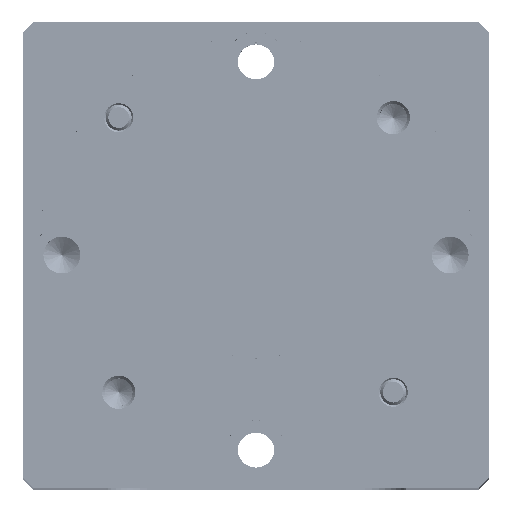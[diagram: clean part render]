
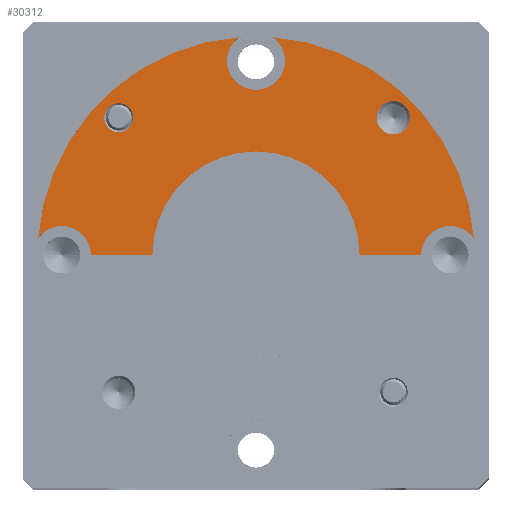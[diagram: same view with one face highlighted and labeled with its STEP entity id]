
A CAD part, top view. The second image highlights one B-rep face of the part: STEP entity #30312.
In plain terms, the highlighted planar face has unit normal (0, 0, 1).
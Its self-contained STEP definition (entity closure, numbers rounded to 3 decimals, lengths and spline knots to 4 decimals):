
#31 = DIRECTION ( 'NONE',  ( 0., 0., 1. ) ) ;
#1329 = CARTESIAN_POINT ( 'NONE',  ( 0., 0.75, 1.38 ) ) ;
#2449 = VERTEX_POINT ( 'NONE', #98776 ) ;
#3467 = CARTESIAN_POINT ( 'NONE',  ( -0.526, 0.3216, 1.38 ) ) ;
#3582 = DIRECTION ( 'NONE',  ( 1., 0., 0. ) ) ;
#3584 = EDGE_CURVE ( 'NONE', #2449, #29956, #93254, .T. ) ;
#4065 = VERTEX_POINT ( 'NONE', #43477 ) ;
#4809 = VERTEX_POINT ( 'NONE', #84384 ) ;
#5971 = AXIS2_PLACEMENT_3D ( 'NONE', #6689, #95809, #63144 ) ;
#6010 = DIRECTION ( 'NONE',  ( 1., 0., 0. ) ) ;
#6050 = VECTOR ( 'NONE', #75897, 39.3701 ) ;
#6689 = CARTESIAN_POINT ( 'NONE',  ( 0., 0.2813, 1.38 ) ) ;
#7447 = CARTESIAN_POINT ( 'NONE',  ( -0.3988, 0.2813, 1.38 ) ) ;
#7507 = EDGE_CURVE ( 'NONE', #80289, #29956, #51287, .T. ) ;
#7704 = ORIENTED_EDGE ( 'NONE', *, *, #57562, .T. ) ;
#8240 = EDGE_CURVE ( 'NONE', #80289, #19386, #17230, .T. ) ;
#8668 = CIRCLE ( 'NONE', #66966, 0.04 ) ;
#9842 = AXIS2_PLACEMENT_3D ( 'NONE', #27748, #35846, #43931 ) ;
#10980 = VERTEX_POINT ( 'NONE', #36364 ) ;
#11025 = EDGE_CURVE ( 'NONE', #84880, #57208, #97204, .T. ) ;
#11474 = ORIENTED_EDGE ( 'NONE', *, *, #8240, .F. ) ;
#12025 = DIRECTION ( 'NONE',  ( 0., 0., 1. ) ) ;
#12211 = EDGE_CURVE ( 'NONE', #4809, #72542, #46883, .T. ) ;
#12617 = ORIENTED_EDGE ( 'NONE', *, *, #86272, .T. ) ;
#12961 = VERTEX_POINT ( 'NONE', #13545 ) ;
#13021 = CIRCLE ( 'NONE', #27776, 0.07 ) ;
#13146 = AXIS2_PLACEMENT_3D ( 'NONE', #51669, #51000, #3582 ) ;
#13217 = DIRECTION ( 'NONE',  ( 0., 0., 1. ) ) ;
#13545 = CARTESIAN_POINT ( 'NONE',  ( -0.2965, 0.6127, 1.38 ) ) ;
#13910 = DIRECTION ( 'NONE',  ( 1., 0., 0. ) ) ;
#14459 = ORIENTED_EDGE ( 'NONE', *, *, #83304, .T. ) ;
#15179 = CARTESIAN_POINT ( 'NONE',  ( 0.0403, 0.8072, 1.38 ) ) ;
#15514 = CARTESIAN_POINT ( 'NONE',  ( 0., 0.2813, 1.38 ) ) ;
#15956 = DIRECTION ( 'NONE',  ( 0., 0., 1. ) ) ;
#16225 = CARTESIAN_POINT ( 'NONE',  ( 0.3715, 0.6127, 1.38 ) ) ;
#17230 = CIRCLE ( 'NONE', #31706, 0.25 ) ;
#18971 = ORIENTED_EDGE ( 'NONE', *, *, #28158, .F. ) ;
#19386 = VERTEX_POINT ( 'NONE', #45088 ) ;
#20091 = CARTESIAN_POINT ( 'NONE',  ( -0.0403, 0.8072, 1.38 ) ) ;
#21646 = CARTESIAN_POINT ( 'NONE',  ( 0.3315, 0.6127, 1.38 ) ) ;
#23809 = VERTEX_POINT ( 'NONE', #15179 ) ;
#24238 = CARTESIAN_POINT ( 'NONE',  ( 0.25, 0.2813, 1.38 ) ) ;
#25621 = CIRCLE ( 'NONE', #102598, 0.035 ) ;
#26540 = DIRECTION ( 'NONE',  ( 0., 0., 1. ) ) ;
#27748 = CARTESIAN_POINT ( 'NONE',  ( 0.3315, 0.6127, 1.38 ) ) ;
#27776 = AXIS2_PLACEMENT_3D ( 'NONE', #1329, #26540, #74272 ) ;
#28158 = EDGE_CURVE ( 'NONE', #10980, #93740, #82205, .T. ) ;
#29162 = FACE_BOUND ( 'NONE', #85423, .T. ) ;
#29956 = VERTEX_POINT ( 'NONE', #73751 ) ;
#30312 = ADVANCED_FACE ( 'NONE', ( #73073, #29162, #35416 ), #70194, .T. ) ;
#31706 = AXIS2_PLACEMENT_3D ( 'NONE', #15514, #55179, #6010 ) ;
#34317 = ORIENTED_EDGE ( 'NONE', *, *, #63257, .F. ) ;
#35416 = FACE_OUTER_BOUND ( 'NONE', #51768, .T. ) ;
#35537 = DIRECTION ( 'NONE',  ( 1., 0., 0. ) ) ;
#35560 = EDGE_CURVE ( 'NONE', #72542, #23809, #101313, .T. ) ;
#35753 = DIRECTION ( 'NONE',  ( 0., 0., 1. ) ) ;
#35846 = DIRECTION ( 'NONE',  ( 0., 0., 1. ) ) ;
#36364 = CARTESIAN_POINT ( 'NONE',  ( 0.2915, 0.6127, 1.38 ) ) ;
#36823 = ORIENTED_EDGE ( 'NONE', *, *, #3584, .F. ) ;
#42656 = EDGE_CURVE ( 'NONE', #93740, #10980, #8668, .T. ) ;
#43477 = CARTESIAN_POINT ( 'NONE',  ( -0.3665, 0.6127, 1.38 ) ) ;
#43667 = ORIENTED_EDGE ( 'NONE', *, *, #7507, .T. ) ;
#43931 = DIRECTION ( 'NONE',  ( 1., 0., 0. ) ) ;
#45088 = CARTESIAN_POINT ( 'NONE',  ( -0.25, 0.2813, 1.38 ) ) ;
#45480 = DIRECTION ( 'NONE',  ( 1., 0., 0. ) ) ;
#46883 = CIRCLE ( 'NONE', #94012, 0.07 ) ;
#48447 = CARTESIAN_POINT ( 'NONE',  ( 0., 0.2813, 1.38 ) ) ;
#50403 = DIRECTION ( 'NONE',  ( 1., 0., 0. ) ) ;
#51000 = DIRECTION ( 'NONE',  ( 0., 0., 1. ) ) ;
#51243 = CARTESIAN_POINT ( 'NONE',  ( 0., 0.75, 1.38 ) ) ;
#51287 = LINE ( 'NONE', #67814, #6050 ) ;
#51567 = DIRECTION ( 'NONE',  ( 1., 0., 0. ) ) ;
#51669 = CARTESIAN_POINT ( 'NONE',  ( 0.4688, 0.2813, 1.38 ) ) ;
#51768 = EDGE_LOOP ( 'NONE', ( #63875, #7704, #11474, #43667, #36823, #14459, #103078, #53686, #59743, #12617 ) ) ;
#52241 = CIRCLE ( 'NONE', #56881, 0.5275 ) ;
#53686 = ORIENTED_EDGE ( 'NONE', *, *, #12211, .F. ) ;
#55179 = DIRECTION ( 'NONE',  ( 0., 0., 1. ) ) ;
#56881 = AXIS2_PLACEMENT_3D ( 'NONE', #48447, #31, #72288 ) ;
#57208 = VERTEX_POINT ( 'NONE', #3467 ) ;
#57562 = EDGE_CURVE ( 'NONE', #84880, #19386, #64110, .T. ) ;
#58048 = ORIENTED_EDGE ( 'NONE', *, *, #65656, .F. ) ;
#59743 = ORIENTED_EDGE ( 'NONE', *, *, #68286, .F. ) ;
#61920 = DIRECTION ( 'NONE',  ( 0., 0., 1. ) ) ;
#62104 = CIRCLE ( 'NONE', #71526, 0.5275 ) ;
#63144 = DIRECTION ( 'NONE',  ( 1., 0., 0. ) ) ;
#63257 = EDGE_CURVE ( 'NONE', #12961, #4065, #25621, .T. ) ;
#63378 = DIRECTION ( 'NONE',  ( 0., 0., 1. ) ) ;
#63392 = EDGE_LOOP ( 'NONE', ( #89605, #18971 ) ) ;
#63875 = ORIENTED_EDGE ( 'NONE', *, *, #11025, .F. ) ;
#64110 = LINE ( 'NONE', #98489, #80425 ) ;
#64917 = AXIS2_PLACEMENT_3D ( 'NONE', #101306, #61920, #13910 ) ;
#65656 = EDGE_CURVE ( 'NONE', #4065, #12961, #101104, .T. ) ;
#66966 = AXIS2_PLACEMENT_3D ( 'NONE', #21646, #63378, #95699 ) ;
#67814 = CARTESIAN_POINT ( 'NONE',  ( 0.5625, 0.2813, 1.38 ) ) ;
#67897 = AXIS2_PLACEMENT_3D ( 'NONE', #76511, #12025, #68805 ) ;
#68286 = EDGE_CURVE ( 'NONE', #93578, #4809, #13021, .T. ) ;
#68805 = DIRECTION ( 'NONE',  ( 1., 0., 0. ) ) ;
#68856 = DIRECTION ( 'NONE',  ( 0., 0., 1. ) ) ;
#70194 = PLANE ( 'NONE',  #5971 ) ;
#71370 = DIRECTION ( 'NONE',  ( 1., 0., 0. ) ) ;
#71526 = AXIS2_PLACEMENT_3D ( 'NONE', #77007, #13217, #45480 ) ;
#72288 = DIRECTION ( 'NONE',  ( 1., 0., 0. ) ) ;
#72542 = VERTEX_POINT ( 'NONE', #98633 ) ;
#72945 = AXIS2_PLACEMENT_3D ( 'NONE', #102988, #15956, #71370 ) ;
#73073 = FACE_BOUND ( 'NONE', #63392, .T. ) ;
#73751 = CARTESIAN_POINT ( 'NONE',  ( 0.3988, 0.2813, 1.38 ) ) ;
#74272 = DIRECTION ( 'NONE',  ( 1., 0., 0. ) ) ;
#75897 = DIRECTION ( 'NONE',  ( 1., 0., 0. ) ) ;
#76511 = CARTESIAN_POINT ( 'NONE',  ( -0.3315, 0.6127, 1.38 ) ) ;
#77007 = CARTESIAN_POINT ( 'NONE',  ( 0., 0.2813, 1.38 ) ) ;
#80289 = VERTEX_POINT ( 'NONE', #24238 ) ;
#80425 = VECTOR ( 'NONE', #50403, 39.3701 ) ;
#82205 = CIRCLE ( 'NONE', #9842, 0.04 ) ;
#83304 = EDGE_CURVE ( 'NONE', #2449, #23809, #62104, .T. ) ;
#84384 = CARTESIAN_POINT ( 'NONE',  ( -0.07, 0.75, 1.38 ) ) ;
#84880 = VERTEX_POINT ( 'NONE', #7447 ) ;
#85423 = EDGE_LOOP ( 'NONE', ( #34317, #58048 ) ) ;
#86272 = EDGE_CURVE ( 'NONE', #93578, #57208, #52241, .T. ) ;
#89605 = ORIENTED_EDGE ( 'NONE', *, *, #42656, .F. ) ;
#93107 = CARTESIAN_POINT ( 'NONE',  ( -0.3315, 0.6127, 1.38 ) ) ;
#93254 = CIRCLE ( 'NONE', #13146, 0.07 ) ;
#93578 = VERTEX_POINT ( 'NONE', #20091 ) ;
#93740 = VERTEX_POINT ( 'NONE', #16225 ) ;
#94012 = AXIS2_PLACEMENT_3D ( 'NONE', #51243, #35753, #51567 ) ;
#95699 = DIRECTION ( 'NONE',  ( 1., 0., 0. ) ) ;
#95809 = DIRECTION ( 'NONE',  ( 0., 0., 1. ) ) ;
#97204 = CIRCLE ( 'NONE', #64917, 0.07 ) ;
#98489 = CARTESIAN_POINT ( 'NONE',  ( 0.5625, 0.2813, 1.38 ) ) ;
#98633 = CARTESIAN_POINT ( 'NONE',  ( 0.07, 0.75, 1.38 ) ) ;
#98776 = CARTESIAN_POINT ( 'NONE',  ( 0.526, 0.3216, 1.38 ) ) ;
#101104 = CIRCLE ( 'NONE', #67897, 0.035 ) ;
#101306 = CARTESIAN_POINT ( 'NONE',  ( -0.4688, 0.2813, 1.38 ) ) ;
#101313 = CIRCLE ( 'NONE', #72945, 0.07 ) ;
#102598 = AXIS2_PLACEMENT_3D ( 'NONE', #93107, #68856, #35537 ) ;
#102988 = CARTESIAN_POINT ( 'NONE',  ( 0., 0.75, 1.38 ) ) ;
#103078 = ORIENTED_EDGE ( 'NONE', *, *, #35560, .F. ) ;
